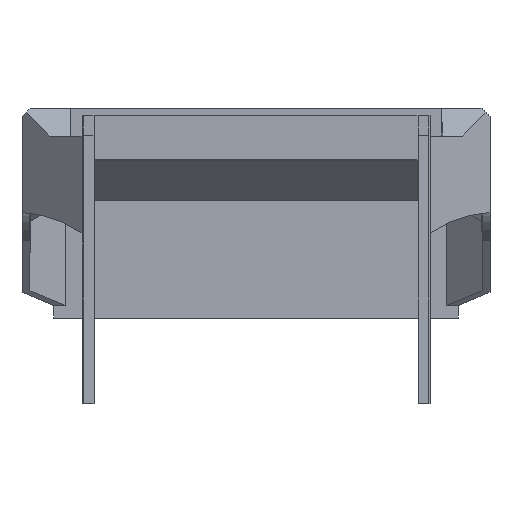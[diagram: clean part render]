
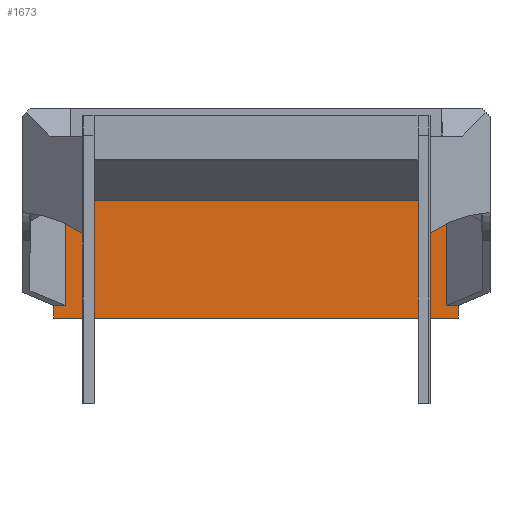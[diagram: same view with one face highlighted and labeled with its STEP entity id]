
A CAD part, top view. The second image highlights one B-rep face of the part: STEP entity #1673.
In plain terms, the highlighted planar face has unit normal (0, 0, 1).
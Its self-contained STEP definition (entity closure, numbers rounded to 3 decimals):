
#113=FACE_OUTER_BOUND('',#201,.T.);
#201=EDGE_LOOP('',(#1407,#1408,#1409,#1410,#1411,#1412,#1413,#1414));
#227=LINE('',#2256,#445);
#352=LINE('',#2520,#570);
#392=LINE('',#2600,#610);
#404=LINE('',#2626,#622);
#422=LINE('',#2668,#640);
#423=LINE('',#2671,#641);
#424=LINE('',#2672,#642);
#425=LINE('',#2673,#643);
#445=VECTOR('',#1826,10.);
#570=VECTOR('',#2033,10.);
#610=VECTOR('',#2105,10.);
#622=VECTOR('',#2127,10.);
#640=VECTOR('',#2173,10.);
#641=VECTOR('',#2176,10.);
#642=VECTOR('',#2177,10.);
#643=VECTOR('',#2178,10.);
#663=VERTEX_POINT('',#2253);
#664=VERTEX_POINT('',#2255);
#762=VERTEX_POINT('',#2519);
#783=VERTEX_POINT('',#2591);
#786=VERTEX_POINT('',#2599);
#795=VERTEX_POINT('',#2625);
#805=VERTEX_POINT('',#2666);
#806=VERTEX_POINT('',#2670);
#819=EDGE_CURVE('',#664,#663,#227,.T.);
#950=EDGE_CURVE('',#762,#664,#352,.T.);
#991=EDGE_CURVE('',#786,#783,#392,.T.);
#1004=EDGE_CURVE('',#795,#786,#404,.T.);
#1027=EDGE_CURVE('',#783,#805,#422,.T.);
#1028=EDGE_CURVE('',#806,#663,#423,.T.);
#1029=EDGE_CURVE('',#806,#795,#424,.T.);
#1030=EDGE_CURVE('',#805,#762,#425,.T.);
#1407=ORIENTED_EDGE('',*,*,#819,.T.);
#1408=ORIENTED_EDGE('',*,*,#1028,.F.);
#1409=ORIENTED_EDGE('',*,*,#1029,.T.);
#1410=ORIENTED_EDGE('',*,*,#1004,.T.);
#1411=ORIENTED_EDGE('',*,*,#991,.T.);
#1412=ORIENTED_EDGE('',*,*,#1027,.T.);
#1413=ORIENTED_EDGE('',*,*,#1030,.T.);
#1414=ORIENTED_EDGE('',*,*,#950,.T.);
#1594=PLANE('',#1793);
#1673=ADVANCED_FACE('',(#113),#1594,.F.);
#1793=AXIS2_PLACEMENT_3D('',#2669,#2174,#2175);
#1826=DIRECTION('',(1.,0.,0.));
#2033=DIRECTION('',(0.,-1.,0.));
#2105=DIRECTION('',(-1.,0.,0.));
#2127=DIRECTION('',(0.,1.,0.));
#2173=DIRECTION('',(0.,-1.,0.));
#2174=DIRECTION('center_axis',(0.,0.,
-1.));
#2175=DIRECTION('ref_axis',(-1.,0.,0.));
#2176=DIRECTION('',(0.,-1.,0.));
#2177=DIRECTION('',(-1.,0.,0.));
#2178=DIRECTION('',(-1.,0.,0.));
#2253=CARTESIAN_POINT('',(50.5,21.622,-91.687));
#2255=CARTESIAN_POINT('',(-50.5,21.622,-91.687));
#2256=CARTESIAN_POINT('',(0.,21.622,-91.687));
#2519=CARTESIAN_POINT('',(-50.5,24.74,-91.687));
#2520=CARTESIAN_POINT('',(-50.5,21.622,-91.687));
#2591=CARTESIAN_POINT('',(-47.672,50.91,-91.687));
#2599=CARTESIAN_POINT('',(47.672,50.91,-91.687));
#2600=CARTESIAN_POINT('',(20.25,50.91,-91.687));
#2625=CARTESIAN_POINT('',(47.672,24.74,-91.687));
#2626=CARTESIAN_POINT('',(47.672,38.947,-91.687));
#2666=CARTESIAN_POINT('',(-47.672,24.74,-91.687));
#2668=CARTESIAN_POINT('',(-47.672,38.947,-91.687));
#2669=CARTESIAN_POINT('Origin',(0.,37.,
-91.687));
#2670=CARTESIAN_POINT('',(50.5,24.74,-91.687));
#2671=CARTESIAN_POINT('',(50.5,21.622,-91.687));
#2672=CARTESIAN_POINT('',(58.5,24.74,-91.687));
#2673=CARTESIAN_POINT('',(58.5,24.74,-91.687));
